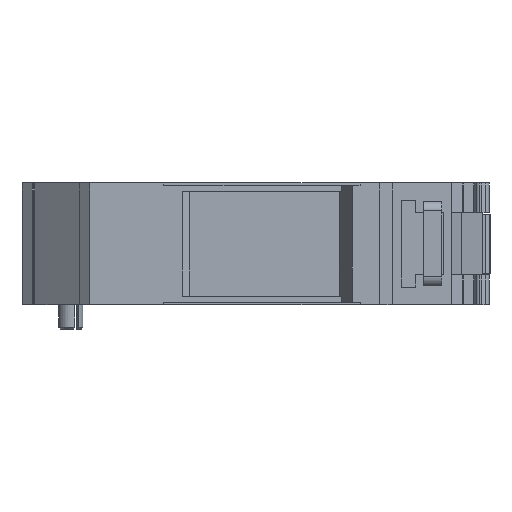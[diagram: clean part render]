
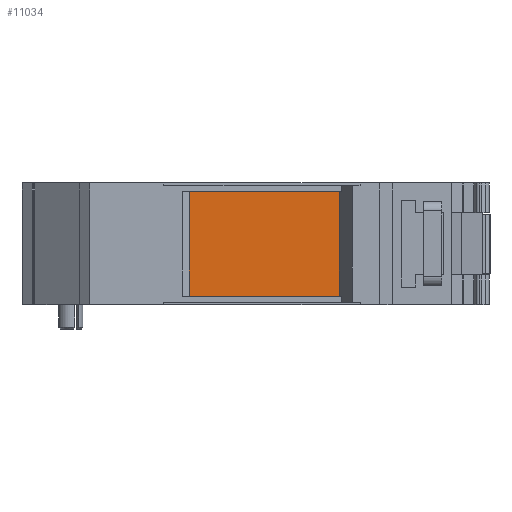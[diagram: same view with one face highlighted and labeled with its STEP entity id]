
A CAD part, left-side view. The second image highlights one B-rep face of the part: STEP entity #11034.
In plain terms, the highlighted planar face has unit normal (-1, 0, 0).
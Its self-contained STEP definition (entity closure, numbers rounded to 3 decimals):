
#2062 = CARTESIAN_POINT ( 'NONE',  ( -34., -52.273, -108.374 ) ) ;
#2069 = PLANE ( 'NONE',  #10254 ) ;
#2071 = DIRECTION ( 'NONE',  ( -1., 0., 0. ) ) ;
#2072 = DIRECTION ( 'NONE',  ( 0., -1., 0. ) ) ;
#3430 = EDGE_LOOP ( 'NONE', ( #3651, #3652, #3648, #3660 ) ) ;
#3648 = ORIENTED_EDGE ( 'NONE', *, *, #4724, .T. ) ;
#3651 = ORIENTED_EDGE ( 'NONE', *, *, #4787, .F. ) ;
#3652 = ORIENTED_EDGE ( 'NONE', *, *, #4725, .F. ) ;
#3660 = ORIENTED_EDGE ( 'NONE', *, *, #4723, .F. ) ;
#4723 = EDGE_CURVE ( 'NONE', #10021, #9962, #6881, .T. ) ;
#4724 = EDGE_CURVE ( 'NONE', #9964, #9962, #6877, .T. ) ;
#4725 = EDGE_CURVE ( 'NONE', #9964, #10022, #6883, .T. ) ;
#4787 = EDGE_CURVE ( 'NONE', #10022, #10021, #7001, .T. ) ;
#5256 = CARTESIAN_POINT ( 'NONE',  ( -34., -52.099, -108.374 ) ) ;
#5271 = DIRECTION ( 'NONE',  ( 0., 0., -1. ) ) ;
#6783 = CARTESIAN_POINT ( 'NONE',  ( -34., -27.499, -108.374 ) ) ;
#6785 = CARTESIAN_POINT ( 'NONE',  ( -34., -52.273, 18.6 ) ) ;
#6789 = CARTESIAN_POINT ( 'NONE',  ( -34., -52.273, 1.4 ) ) ;
#6791 = DIRECTION ( 'NONE',  ( 0., 1., 0. ) ) ;
#6792 = DIRECTION ( 'NONE',  ( 0., 0., -1. ) ) ;
#6794 = DIRECTION ( 'NONE',  ( 0., -1., 0. ) ) ;
#6877 = LINE ( 'NONE', #6783, #6886 ) ;
#6881 = LINE ( 'NONE', #6789, #6884 ) ;
#6883 = LINE ( 'NONE', #6785, #6888 ) ;
#6884 = VECTOR ( 'NONE', #6791, 1000. ) ;
#6886 = VECTOR ( 'NONE', #6792, 1000. ) ;
#6888 = VECTOR ( 'NONE', #6794, 1000. ) ;
#7001 = LINE ( 'NONE', #5256, #7010 ) ;
#7010 = VECTOR ( 'NONE', #5271, 1000. ) ;
#7962 = CARTESIAN_POINT ( 'NONE',  ( -34., -27.499, 1.4 ) ) ;
#7964 = CARTESIAN_POINT ( 'NONE',  ( -34., -27.499, 18.6 ) ) ;
#8021 = CARTESIAN_POINT ( 'NONE',  ( -34., -52.099, 1.4 ) ) ;
#8022 = CARTESIAN_POINT ( 'NONE',  ( -34., -52.099, 18.6 ) ) ;
#9683 = FACE_OUTER_BOUND ( 'NONE', #3430, .T. ) ;
#9962 = VERTEX_POINT ( 'NONE', #7962 ) ;
#9964 = VERTEX_POINT ( 'NONE', #7964 ) ;
#10021 = VERTEX_POINT ( 'NONE', #8021 ) ;
#10022 = VERTEX_POINT ( 'NONE', #8022 ) ;
#10254 = AXIS2_PLACEMENT_3D ( 'NONE', #2062, #2071, #2072 ) ;
#11034 = ADVANCED_FACE ( 'NONE', ( #9683 ), #2069, .T. ) ;
